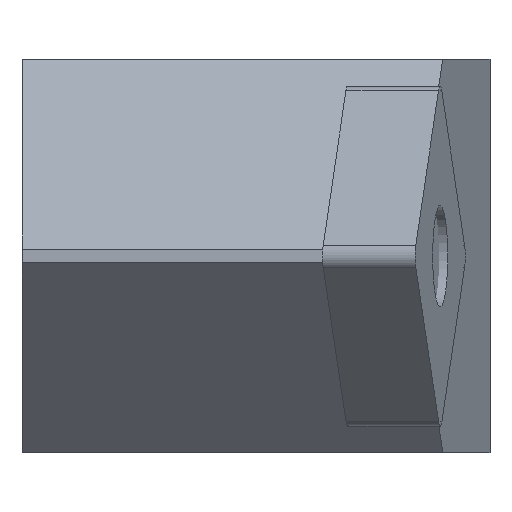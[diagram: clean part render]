
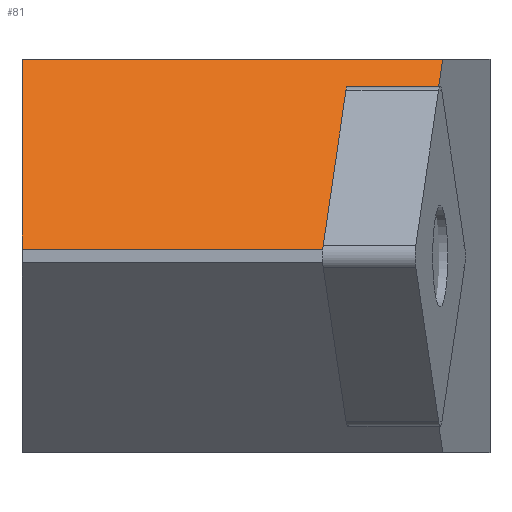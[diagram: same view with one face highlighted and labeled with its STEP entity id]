
A CAD part, front view. The second image highlights one B-rep face of the part: STEP entity #81.
In plain terms, the highlighted planar face has unit normal (0, -0.707, 0.707).
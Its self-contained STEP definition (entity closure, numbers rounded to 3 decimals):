
#81=ADVANCED_FACE('',(#118),#99,.F.);
#99=PLANE('',#474);
#118=FACE_OUTER_BOUND('',#144,.T.);
#144=EDGE_LOOP('',(#222,#223,#224,#225));
#222=ORIENTED_EDGE('',*,*,#346,.T.);
#223=ORIENTED_EDGE('',*,*,#347,.T.);
#224=ORIENTED_EDGE('',*,*,#348,.F.);
#225=ORIENTED_EDGE('',*,*,#345,.T.);
#293=VERTEX_POINT('',#675);
#299=VERTEX_POINT('',#687);
#300=VERTEX_POINT('',#691);
#301=VERTEX_POINT('',#693);
#345=EDGE_CURVE('',#293,#299,#389,.T.);
#346=EDGE_CURVE('',#299,#300,#390,.T.);
#347=EDGE_CURVE('',#300,#301,#391,.T.);
#348=EDGE_CURVE('',#293,#301,#392,.T.);
#389=LINE('',#688,#433);
#390=LINE('',#690,#434);
#391=LINE('',#692,#435);
#392=LINE('',#694,#436);
#433=VECTOR('',#563,1.);
#434=VECTOR('',#566,1.);
#435=VECTOR('',#567,1.);
#436=VECTOR('',#568,1.);
#474=AXIS2_PLACEMENT_3D('',#695,#569,#570);
#563=DIRECTION('',(-1.,0.,0.));
#566=DIRECTION('',(0.,-0.707,-0.707));
#567=DIRECTION('',(1.,0.,0.));
#568=DIRECTION('',(-0.105,-0.703,-0.703));
#569=DIRECTION('',(0.,0.707,-0.707));
#570=DIRECTION('',(0.,0.707,0.707));
#675=CARTESIAN_POINT('',(1.451,12.748,10.017));
#687=CARTESIAN_POINT('',(-19.943,12.748,10.017));
#688=CARTESIAN_POINT('',(3.857,12.748,10.017));
#690=CARTESIAN_POINT('',(-19.943,12.748,10.017));
#691=CARTESIAN_POINT('',(-19.943,3.101,0.37));
#692=CARTESIAN_POINT('',(3.857,3.101,0.37));
#693=CARTESIAN_POINT('',(0.017,3.101,0.37));
#694=CARTESIAN_POINT('',(1.477,12.924,10.194));
#695=CARTESIAN_POINT('',(3.857,12.748,10.017));
